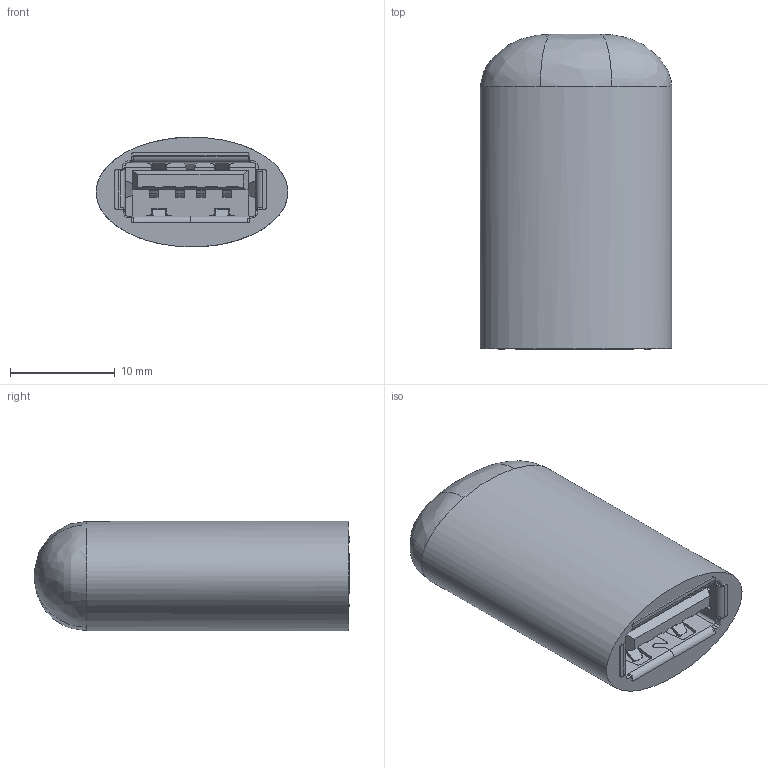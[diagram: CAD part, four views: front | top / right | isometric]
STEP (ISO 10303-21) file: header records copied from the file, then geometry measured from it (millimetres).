
FILE_DESCRIPTION(/* description */ (''),/* implementation_level */ '2;1');
FILE_NAME(/* name */ 'Vention USB Extension Female Port.step',/* time_stamp */ '2024-03-14T21:02:11+01:00',/* author */ (''),/* organization */ (''),/* preprocessor_version */ 'ST-DEVELOPER v20',/* originating_system */ 'Autodesk Translation Framework v12.20.1.177',/* authorisation */ '');
FILE_SCHEMA (('AUTOMOTIVE_DESIGN { 1 0 10303 214 3 1 1 }'));
Length unit declared in the file: millimetre
Products named in the file (1): Vention USB Extension Female Port
Bounding box: 18.3 x 30.11 x 10.48 mm (x, y, z)
Volume: 3791 mm3; surface area: 4040.9 mm2
Topology: 2 solids, 2 shells, 777 faces, 2173 edges, 1383 vertices
Faces by surface type: plane 509, cylinder 199, bspline 69
Entity records: 30080 total; most frequent: CARTESIAN_POINT 10036, ORIENTED_EDGE 4342, DIRECTION 3828, EDGE_CURVE 2171, LINE 1676, VECTOR 1676, VERTEX_POINT 1383, AXIS2_PLACEMENT_3D 1076
